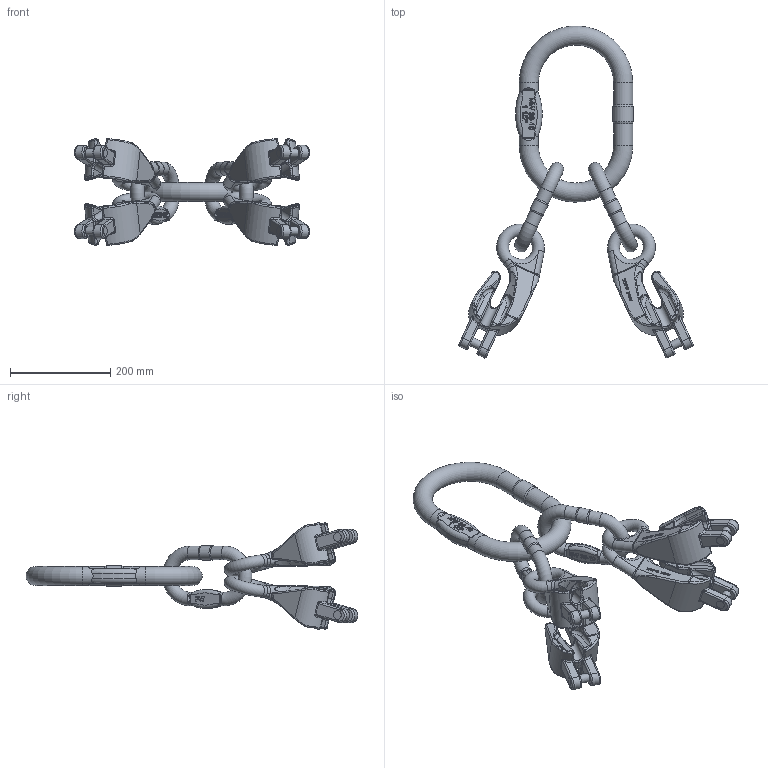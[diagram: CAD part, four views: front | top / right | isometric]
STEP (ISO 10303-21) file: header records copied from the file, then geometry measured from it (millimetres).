
FILE_DESCRIPTION(/* description */ (''),/* implementation_level */ '2;1');
FILE_NAME(/* name */ 'VXKW16 Kundenmodell.stp',/* time_stamp */ '2017-11-10T08:13:23+01:00',/* author */ (''),/* organization */ (''),/* preprocessor_version */ 'ST-DEVELOPER v16',/* originating_system */ 'SIEMENS PLM Software NX 11.0',/* authorisation */ '');
FILE_SCHEMA (('AUTOMOTIVE_DESIGN { 1 0 10303 214 3 1 1 1 }'));
Length unit declared in the file: millimetre
Products named in the file (1): zer2024C0C46vt9
Bounding box: 467.09 x 661.21 x 212.42 mm (x, y, z)
Volume: 4145714.4 mm3; surface area: 499538.7 mm2
Topology: 11 solids, 11 shells, 2262 faces, 5646 edges, 3414 vertices
Faces by surface type: plane 729, extrusion 496, bspline 432, cylinder 373, torus 122, sphere 88, cone 22
Full cylindrical faces by diameter (mm): 17 x12, 27 x8, 29.025 x2, 38 x4, 40.85 x1
Entity records: 81990 total; most frequent: CARTESIAN_POINT 32912, ORIENTED_EDGE 10998, DIRECTION 8369, EDGE_CURVE 5499, VERTEX_POINT 3398, AXIS2_PLACEMENT_3D 2847, VECTOR 2675, EDGE_LOOP 2423
